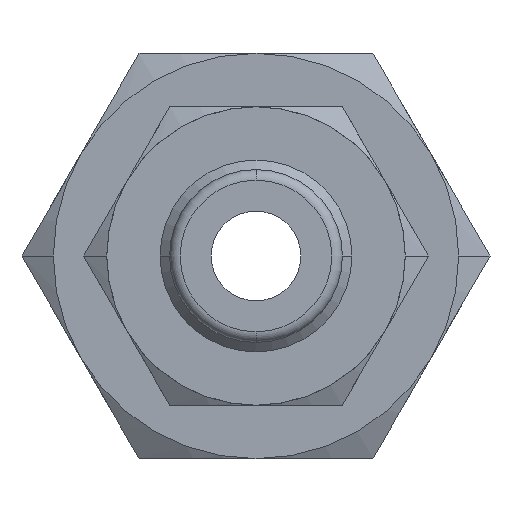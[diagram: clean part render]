
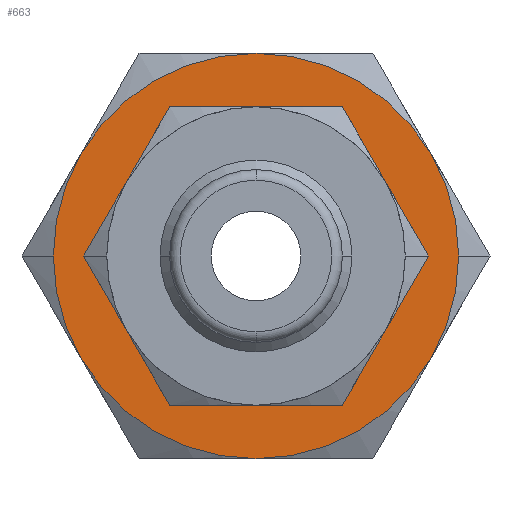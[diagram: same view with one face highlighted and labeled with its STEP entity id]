
A CAD part, front view. The second image highlights one B-rep face of the part: STEP entity #663.
In plain terms, the highlighted planar face has unit normal (0, -1, 0).
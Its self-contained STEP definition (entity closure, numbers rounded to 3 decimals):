
#663=ADVANCED_FACE('',(#1228,#1229),#1230,.T.);
#1228=FACE_OUTER_BOUND('',#1483,.T.);
#1229=FACE_BOUND('',#1484,.T.);
#1230=PLANE('',#1485);
#1483=EDGE_LOOP('',(#1919,#1920,#1921,#1922,#1923,#1924,#1925,#1926));
#1484=EDGE_LOOP('',(#1927,#1928));
#1485=AXIS2_PLACEMENT_3D('',#1929,#1930,#1931);
#1919=ORIENTED_EDGE('',*,*,#2597,.F.);
#1920=ORIENTED_EDGE('',*,*,#2583,.F.);
#1921=ORIENTED_EDGE('',*,*,#2586,.F.);
#1922=ORIENTED_EDGE('',*,*,#2588,.F.);
#1923=ORIENTED_EDGE('',*,*,#2581,.F.);
#1924=ORIENTED_EDGE('',*,*,#2592,.F.);
#1925=ORIENTED_EDGE('',*,*,#2595,.F.);
#1926=ORIENTED_EDGE('',*,*,#2577,.F.);
#1927=ORIENTED_EDGE('',*,*,#2617,.T.);
#1928=ORIENTED_EDGE('',*,*,#2561,.T.);
#1929=CARTESIAN_POINT('',(7.75,37.5,0.0));
#1930=DIRECTION('',(0.0,-1.0,0.0));
#1931=DIRECTION('',(-1.0,0.0,0.0));
#2561=EDGE_CURVE('',#2868,#2865,#2869,.T.);
#2577=EDGE_CURVE('',#2895,#2898,#2899,.T.);
#2581=EDGE_CURVE('',#2904,#2902,#2906,.T.);
#2583=EDGE_CURVE('',#2908,#2910,#2911,.T.);
#2586=EDGE_CURVE('',#2914,#2908,#2916,.T.);
#2588=EDGE_CURVE('',#2902,#2914,#2918,.T.);
#2592=EDGE_CURVE('',#2922,#2904,#2924,.T.);
#2595=EDGE_CURVE('',#2898,#2922,#2928,.T.);
#2597=EDGE_CURVE('',#2910,#2895,#2930,.T.);
#2617=EDGE_CURVE('',#2865,#2868,#2958,.T.);
#2865=VERTEX_POINT('',#2965);
#2868=VERTEX_POINT('',#2969);
#2869=CIRCLE('',#2970,6.0);
#2895=VERTEX_POINT('',#3025);
#2898=VERTEX_POINT('',#3029);
#2899=CIRCLE('',#3030,9.5);
#2902=VERTEX_POINT('',#3044);
#2904=VERTEX_POINT('',#3047);
#2906=CIRCLE('',#3060,9.5);
#2908=VERTEX_POINT('',#3062);
#2910=VERTEX_POINT('',#3075);
#2911=CIRCLE('',#3076,9.5);
#2914=VERTEX_POINT('',#3090);
#2916=CIRCLE('',#3103,9.5);
#2918=CIRCLE('',#3116,9.5);
#2922=VERTEX_POINT('',#3142);
#2924=CIRCLE('',#3155,9.5);
#2928=CIRCLE('',#3181,9.5);
#2930=CIRCLE('',#3194,9.5);
#2958=CIRCLE('',#3332,6.0);
#2965=CARTESIAN_POINT('',(6.0,37.5,0.0));
#2969=CARTESIAN_POINT('',(-6.0,37.5,0.));
#2970=AXIS2_PLACEMENT_3D('',#3346,#3347,#3348);
#3025=CARTESIAN_POINT('',(9.5,37.5,0.));
#3029=CARTESIAN_POINT('',(8.227,37.5,-4.75));
#3030=AXIS2_PLACEMENT_3D('',#3372,#3373,#3374);
#3044=CARTESIAN_POINT('',(-9.5,37.5,0.));
#3047=CARTESIAN_POINT('',(-8.227,37.5,-4.75));
#3060=AXIS2_PLACEMENT_3D('',#3376,#3377,#3378);
#3062=CARTESIAN_POINT('',(0.,37.5,9.5));
#3075=CARTESIAN_POINT('',(8.227,37.5,4.75));
#3076=AXIS2_PLACEMENT_3D('',#3379,#3380,#3381);
#3090=CARTESIAN_POINT('',(-8.227,37.5,4.75));
#3103=AXIS2_PLACEMENT_3D('',#3382,#3383,#3384);
#3116=AXIS2_PLACEMENT_3D('',#3385,#3386,#3387);
#3142=CARTESIAN_POINT('',(0.0,37.5,-9.5));
#3155=AXIS2_PLACEMENT_3D('',#3388,#3389,#3390);
#3181=AXIS2_PLACEMENT_3D('',#3391,#3392,#3393);
#3194=AXIS2_PLACEMENT_3D('',#3394,#3395,#3396);
#3332=AXIS2_PLACEMENT_3D('',#3424,#3425,#3426);
#3346=CARTESIAN_POINT('',(0.0,37.5,0.0));
#3347=DIRECTION('',(-0.0,1.0,0.0));
#3348=DIRECTION('',(1.0,0.0,0.0));
#3372=CARTESIAN_POINT('',(0.0,37.5,0.0));
#3373=DIRECTION('',(-0.0,1.0,0.0));
#3374=DIRECTION('',(1.0,0.0,0.0));
#3376=CARTESIAN_POINT('',(0.0,37.5,0.0));
#3377=DIRECTION('',(-0.0,1.0,0.0));
#3378=DIRECTION('',(1.0,0.0,0.0));
#3379=CARTESIAN_POINT('',(0.0,37.5,0.0));
#3380=DIRECTION('',(-0.0,1.0,0.0));
#3381=DIRECTION('',(1.0,0.0,0.0));
#3382=CARTESIAN_POINT('',(0.0,37.5,0.0));
#3383=DIRECTION('',(-0.0,1.0,0.0));
#3384=DIRECTION('',(1.0,0.0,0.0));
#3385=CARTESIAN_POINT('',(0.0,37.5,0.0));
#3386=DIRECTION('',(-0.0,1.0,0.0));
#3387=DIRECTION('',(1.0,0.0,0.0));
#3388=CARTESIAN_POINT('',(0.0,37.5,0.0));
#3389=DIRECTION('',(-0.0,1.0,0.0));
#3390=DIRECTION('',(1.0,0.0,0.0));
#3391=CARTESIAN_POINT('',(0.0,37.5,0.0));
#3392=DIRECTION('',(-0.0,1.0,0.0));
#3393=DIRECTION('',(1.0,0.0,0.0));
#3394=CARTESIAN_POINT('',(0.0,37.5,0.0));
#3395=DIRECTION('',(-0.0,1.0,0.0));
#3396=DIRECTION('',(1.0,0.0,0.0));
#3424=CARTESIAN_POINT('',(0.0,37.5,0.0));
#3425=DIRECTION('',(-0.0,1.0,0.0));
#3426=DIRECTION('',(1.0,0.0,0.0));
